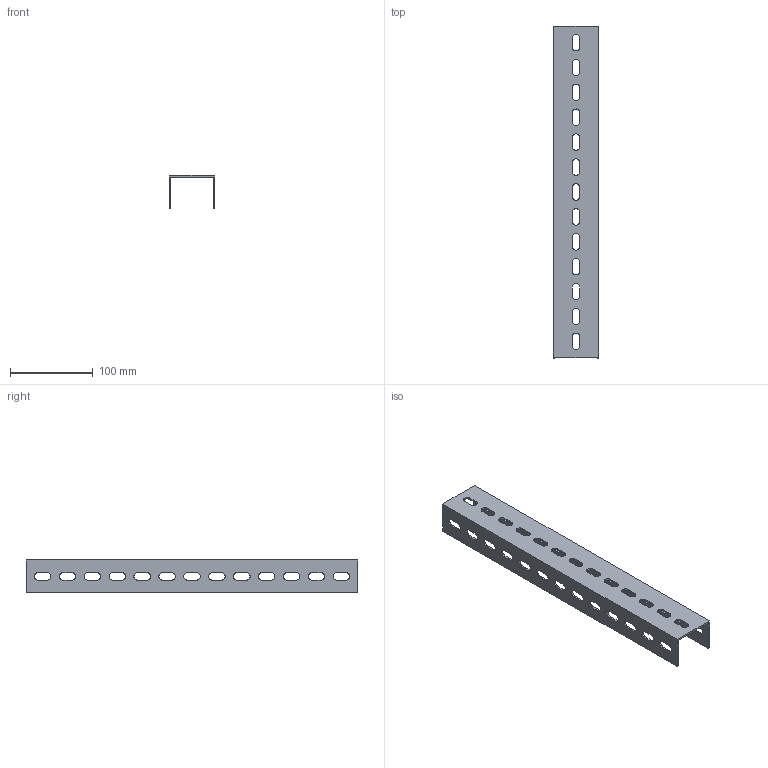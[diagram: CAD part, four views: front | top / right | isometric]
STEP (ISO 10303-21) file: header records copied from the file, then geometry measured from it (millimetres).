
FILE_DESCRIPTION (( 'STEP AP203' ), '1' );
FILE_NAME ('CLP1Z-400-M-HDZ Ïðîôèëü ïåðôîðèðîâàííûé 400 IEK HDZ.STEP', '2016-03-22T12:06:18', ( '' ), ( '' ), 'SwSTEP 2.0', 'SolidWorks 2014', '' );
FILE_SCHEMA (( 'CONFIG_CONTROL_DESIGN' ));
Length unit declared in the file: millimetre
Products named in the file (1): CLP1Z-400-M-HDZ Ïðîôèëü ïåðôîðèðîâàííûé 400 IEK HDZ
Bounding box: 55 x 400 x 40 mm (x, y, z)
Volume: 92115.9 mm3; surface area: 98161.3 mm2
Topology: 1 solids, 1 shells, 174 faces, 508 edges, 336 vertices
Faces by surface type: plane 96, cylinder 78
Entity records: 6017 total; most frequent: CARTESIAN_POINT 1019, ORIENTED_EDGE 1016, DIRECTION 1014, EDGE_CURVE 508, LINE 352, VECTOR 352, VERTEX_POINT 336, AXIS2_PLACEMENT_3D 331
